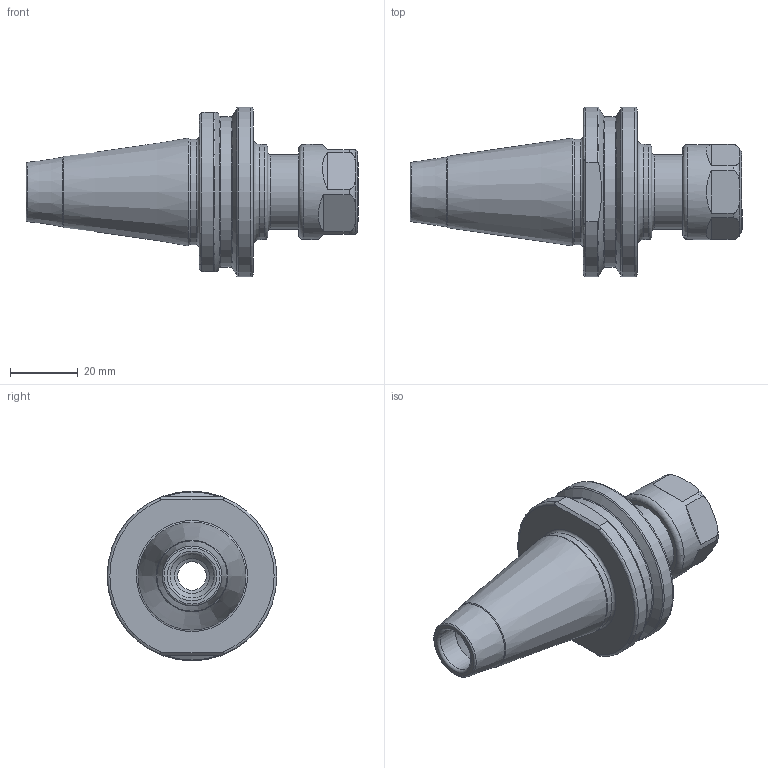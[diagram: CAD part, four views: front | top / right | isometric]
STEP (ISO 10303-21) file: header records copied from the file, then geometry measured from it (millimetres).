
FILE_DESCRIPTION(/* description */ (''),/* implementation_level */ '2;1');
FILE_NAME(/* name */ 'ISO30-ER16-50.stp',/* time_stamp */ '2025-05-30T15:13:42+08:00',/* author */ ('Administrator'),/* organization */ (''),/* preprocessor_version */ 'ST-DEVELOPER v20',/* originating_system */ 'Autodesk Inventor 2025',/* authorisation */ '');
FILE_SCHEMA (('AUTOMOTIVE_DESIGN { 1 0 10303 214 3 1 1 }'));
Length unit declared in the file: millimetre
Products named in the file (3): ISO30-ER16-50; ISO30-ER16-50_1; ER16A (GL) 压帽
Assembly tree (2 placements, depth 2):
  ISO30-ER16-50
    ISO30-ER16-50_1
    ER16A (GL) 压帽
Bounding box: 97.8 x 50 x 50 mm (x, y, z)
Volume: 60273.7 mm3; surface area: 17408.1 mm2
Topology: 2 solids, 2 shells, 87 faces, 221 edges, 142 vertices
Faces by surface type: plane 29, torus 24, cylinder 17, cone 17
Full cylindrical faces by diameter (mm): 8.376 x1, 10.3 x1, 10.5 x1, 12.8 x1, 13 x1, 16.65 x1, 20.5 x1, 22 x1, 22.5 x1, 28 x2, 31.15 x1, 44.3 x1, 50 x1
Entity records: 3009 total; most frequent: CARTESIAN_POINT 749, DIRECTION 493, ORIENTED_EDGE 442, EDGE_CURVE 221, AXIS2_PLACEMENT_3D 216, VERTEX_POINT 142, CIRCLE 118, EDGE_LOOP 95
